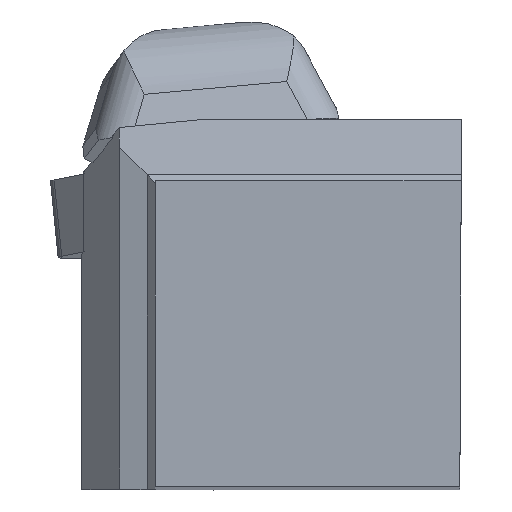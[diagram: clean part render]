
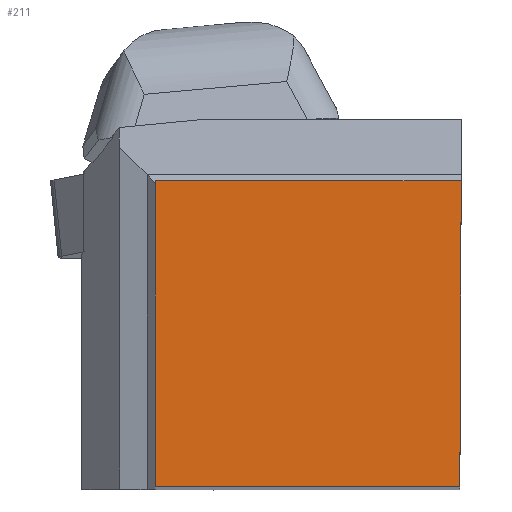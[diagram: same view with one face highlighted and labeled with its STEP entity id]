
A CAD part, top view. The second image highlights one B-rep face of the part: STEP entity #211.
In plain terms, the highlighted planar face has unit normal (0, 0, 1).
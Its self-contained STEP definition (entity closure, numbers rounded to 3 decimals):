
#145=FACE_OUTER_BOUND('',#615,.T.);
#211=ADVANCED_FACE('BLANK_BOXF006',(#145),#271,.F.);
#271=PLANE('',#1459);
#365=LINE('',#2116,#502);
#366=LINE('',#2119,#503);
#367=LINE('',#2121,#504);
#368=LINE('',#2123,#505);
#502=VECTOR('',#1677,1.);
#503=VECTOR('',#1678,1.);
#504=VECTOR('',#1679,1.);
#505=VECTOR('',#1680,1.);
#615=EDGE_LOOP('',(#777,#778,#779,#780));
#777=ORIENTED_EDGE('',*,*,#1222,.F.);
#778=ORIENTED_EDGE('',*,*,#1223,.F.);
#779=ORIENTED_EDGE('',*,*,#1224,.F.);
#780=ORIENTED_EDGE('',*,*,#1225,.F.);
#1086=VERTEX_POINT('',#2117);
#1087=VERTEX_POINT('',#2118);
#1088=VERTEX_POINT('',#2120);
#1089=VERTEX_POINT('',#2122);
#1222=EDGE_CURVE('',#1086,#1087,#365,.T.);
#1223=EDGE_CURVE('',#1088,#1086,#366,.T.);
#1224=EDGE_CURVE('',#1089,#1088,#367,.T.);
#1225=EDGE_CURVE('',#1087,#1089,#368,.T.);
#1459=AXIS2_PLACEMENT_3D('',#2124,#1681,#1682);
#1677=DIRECTION('',(0.,1.,0.));
#1678=DIRECTION('',(-1.,0.,0.));
#1679=DIRECTION('',(-0.004,-1.,0.));
#1680=DIRECTION('',(1.,0.,0.));
#1681=DIRECTION('',(0.,0.,-1.));
#1682=DIRECTION('',(-1.,0.,0.));
#2116=CARTESIAN_POINT('',(-18.923,-126.3,0.));
#2117=CARTESIAN_POINT('',(-18.923,0.,0.));
#2118=CARTESIAN_POINT('',(-18.923,18.923,0.));
#2119=CARTESIAN_POINT('',(126.3,0.,0.));
#2120=CARTESIAN_POINT('',(-0.083,0.,0.));
#2121=CARTESIAN_POINT('',(0.469,126.299,0.));
#2122=CARTESIAN_POINT('',(0.,18.923,0.));
#2123=CARTESIAN_POINT('',(-126.3,18.923,0.));
#2124=CARTESIAN_POINT('',(-37.4,-5.,0.));
